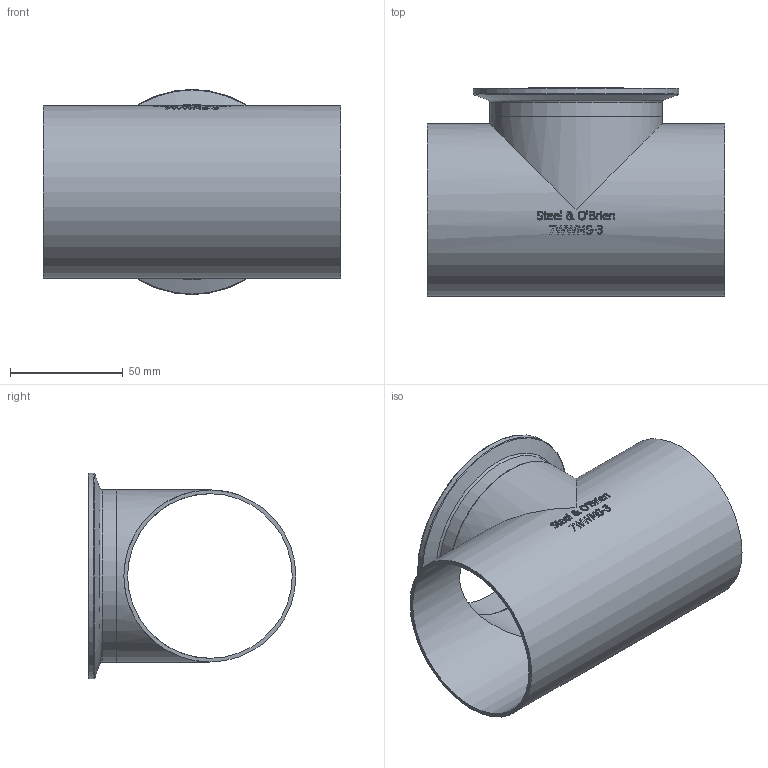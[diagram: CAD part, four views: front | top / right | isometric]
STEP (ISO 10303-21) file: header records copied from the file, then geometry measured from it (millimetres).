
FILE_DESCRIPTION(/* description */ (''),/* implementation_level */ '2;1');
FILE_NAME(/* name */ '7WWMS-3.stp',/* time_stamp */ '2019-08-06T15:46:01-04:00',/* author */ ('rick'),/* organization */ (''),/* preprocessor_version */ 'ST-DEVELOPER v15.2',/* originating_system */ 'Autodesk Inventor 2014',/* authorisation */ '');
FILE_SCHEMA (('AUTOMOTIVE_DESIGN { 1 0 10303 214 3 1 1 }'));
Length unit declared in the file: inch
Products named in the file (1): 7WWMS-3
Bounding box: 131.78 x 92.08 x 90.91 mm (x, y, z)
Volume: 60571.3 mm3; surface area: 69838.1 mm2
Topology: 1 solids, 1 shells, 349 faces, 940 edges, 624 vertices
Faces by surface type: bspline 154, plane 148, cylinder 36, torus 8, cone 3
Full cylindrical faces by diameter (mm): 72.898 x3, 76.2 x3, 90.907 x1
Entity records: 13631 total; most frequent: CARTESIAN_POINT 5805, ORIENTED_EDGE 1830, DIRECTION 1180, EDGE_CURVE 915, VERTEX_POINT 619, LINE 426, VECTOR 426, EDGE_LOOP 404
